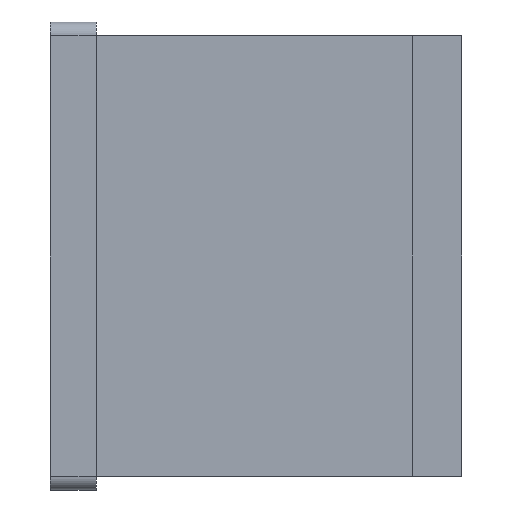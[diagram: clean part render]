
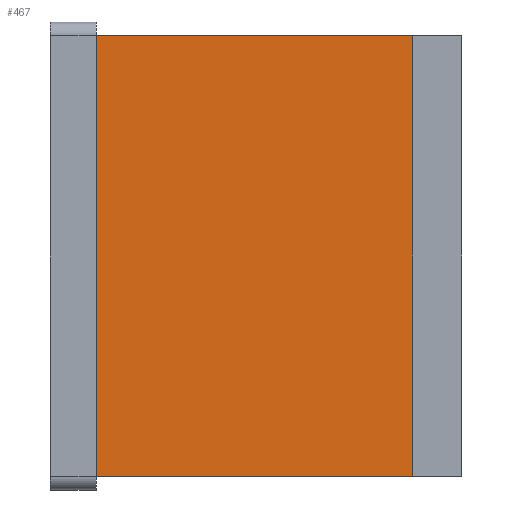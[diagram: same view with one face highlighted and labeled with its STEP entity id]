
A CAD part, left-side view. The second image highlights one B-rep face of the part: STEP entity #467.
In plain terms, the highlighted planar face has unit normal (-1, 0, 0).
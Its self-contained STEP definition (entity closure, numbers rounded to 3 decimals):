
#153 = VERTEX_POINT ( 'NONE', #2051 ) ;
#198 = LINE ( 'NONE', #1148, #1706 ) ;
#233 = DIRECTION ( 'NONE',  ( 0., 0., -1. ) ) ;
#258 = CARTESIAN_POINT ( 'NONE',  ( -1.015, 1.34, 0.815 ) ) ;
#264 = DIRECTION ( 'NONE',  ( 0., -1., 0. ) ) ;
#310 = VERTEX_POINT ( 'NONE', #1131 ) ;
#328 = EDGE_CURVE ( 'NONE', #2141, #310, #198, .T. ) ;
#442 = VECTOR ( 'NONE', #264, 1000. ) ;
#452 = LINE ( 'NONE', #1398, #442 ) ;
#454 = VERTEX_POINT ( 'NONE', #258 ) ;
#467 = ADVANCED_FACE ( 'NONE', ( #2111 ), #671, .F. ) ;
#473 = ORIENTED_EDGE ( 'NONE', *, *, #1978, .T. ) ;
#507 = DIRECTION ( 'NONE',  ( 0., 0., -1. ) ) ;
#556 = ORIENTED_EDGE ( 'NONE', *, *, #328, .F. ) ;
#653 = EDGE_CURVE ( 'NONE', #454, #2141, #452, .T. ) ;
#670 = AXIS2_PLACEMENT_3D ( 'NONE', #1774, #1649, #507 ) ;
#671 = PLANE ( 'NONE',  #670 ) ;
#794 = CARTESIAN_POINT ( 'NONE',  ( -1.015, 1.38, -0.815 ) ) ;
#938 = EDGE_CURVE ( 'NONE', #310, #153, #1176, .T. ) ;
#962 = CARTESIAN_POINT ( 'NONE',  ( -1.015, 1.34, 0.815 ) ) ;
#1048 = ORIENTED_EDGE ( 'NONE', *, *, #938, .F. ) ;
#1056 = VECTOR ( 'NONE', #2080, 1000. ) ;
#1131 = CARTESIAN_POINT ( 'NONE',  ( -1.015, 0.17, -0.815 ) ) ;
#1148 = CARTESIAN_POINT ( 'NONE',  ( -1.015, 0.17, -0.815 ) ) ;
#1161 = EDGE_LOOP ( 'NONE', ( #1048, #556, #1410, #473 ) ) ;
#1176 = LINE ( 'NONE', #794, #1056 ) ;
#1398 = CARTESIAN_POINT ( 'NONE',  ( -1.015, 1.38, 0.815 ) ) ;
#1410 = ORIENTED_EDGE ( 'NONE', *, *, #653, .F. ) ;
#1543 = DIRECTION ( 'NONE',  ( 0., 0., -1. ) ) ;
#1649 = DIRECTION ( 'NONE',  ( 1., 0., 0. ) ) ;
#1706 = VECTOR ( 'NONE', #233, 1000. ) ;
#1774 = CARTESIAN_POINT ( 'NONE',  ( -1.015, 1.38, -0.815 ) ) ;
#1851 = VECTOR ( 'NONE', #1543, 1000. ) ;
#1978 = EDGE_CURVE ( 'NONE', #454, #153, #2103, .T. ) ;
#2051 = CARTESIAN_POINT ( 'NONE',  ( -1.015, 1.34, -0.815 ) ) ;
#2080 = DIRECTION ( 'NONE',  ( 0., 1., 0. ) ) ;
#2103 = LINE ( 'NONE', #962, #1851 ) ;
#2111 = FACE_OUTER_BOUND ( 'NONE', #1161, .T. ) ;
#2141 = VERTEX_POINT ( 'NONE', #2346 ) ;
#2346 = CARTESIAN_POINT ( 'NONE',  ( -1.015, 0.17, 0.815 ) ) ;
